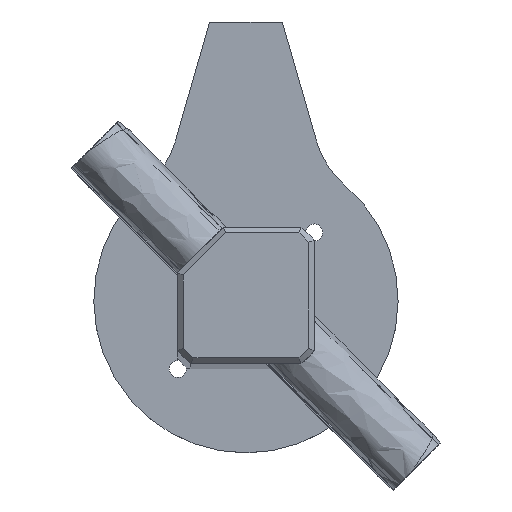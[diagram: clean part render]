
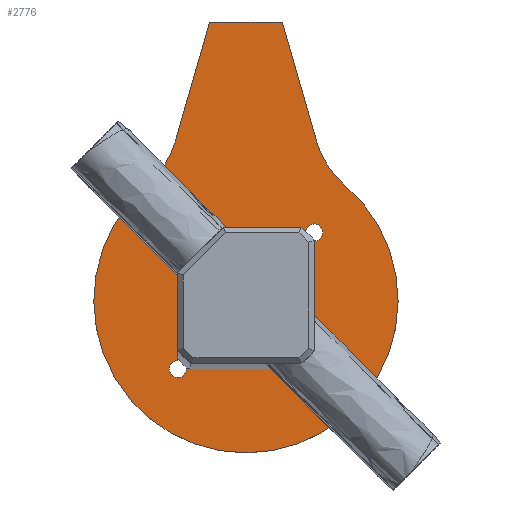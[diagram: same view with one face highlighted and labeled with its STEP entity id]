
A CAD part, top view. The second image highlights one B-rep face of the part: STEP entity #2776.
In plain terms, the highlighted planar face has unit normal (0, 0, 1).
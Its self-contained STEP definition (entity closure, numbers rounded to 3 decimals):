
#1116=CARTESIAN_POINT('',(-6.317,-1.6,123.486));
#1117=VERTEX_POINT('',#1116);
#1124=CARTESIAN_POINT('',(-6.317,-8.438,123.486));
#1125=VERTEX_POINT('',#1124);
#1126=CARTESIAN_POINT('',(-6.317,-8.438,123.486));
#1127=DIRECTION('',(0.0,1.0,0.0));
#1128=VECTOR('',#1127,6.838);
#1129=LINE('',#1126,#1128);
#1130=EDGE_CURVE('',#1125,#1117,#1129,.T.);
#1180=CARTESIAN_POINT('',(5.683,-8.438,123.486));
#1181=VERTEX_POINT('',#1180);
#1188=CARTESIAN_POINT('',(5.683,1.237,123.486));
#1189=VERTEX_POINT('',#1188);
#1190=CARTESIAN_POINT('',(5.683,1.237,123.486));
#1191=DIRECTION('',(0.0,-1.0,0.0));
#1192=VECTOR('',#1191,9.676);
#1193=LINE('',#1190,#1192);
#1194=EDGE_CURVE('',#1189,#1181,#1193,.T.);
#1729=CARTESIAN_POINT('',(4.521,2.4,123.486));
#1730=VERTEX_POINT('',#1729);
#1737=CARTESIAN_POINT('',(-2.317,2.4,123.486));
#1738=VERTEX_POINT('',#1737);
#1739=CARTESIAN_POINT('',(-2.317,2.4,123.486));
#1740=DIRECTION('',(1.0,0.0,0.0));
#1741=VECTOR('',#1740,6.838);
#1742=LINE('',#1739,#1741);
#1743=EDGE_CURVE('',#1738,#1730,#1742,.T.);
#1823=CARTESIAN_POINT('',(-5.155,-9.6,123.486));
#1824=VERTEX_POINT('',#1823);
#1831=CARTESIAN_POINT('',(4.521,-9.6,123.486));
#1832=VERTEX_POINT('',#1831);
#1833=CARTESIAN_POINT('',(4.521,-9.6,123.486));
#1834=DIRECTION('',(-1.0,0.0,0.0));
#1835=VECTOR('',#1834,9.676);
#1836=LINE('',#1833,#1835);
#1837=EDGE_CURVE('',#1832,#1824,#1836,.T.);
#2421=CARTESIAN_POINT('',(4.933,2.4,123.486));
#2422=VERTEX_POINT('',#2421);
#2429=CARTESIAN_POINT('',(4.521,2.4,123.486));
#2430=DIRECTION('',(1.0,0.0,0.0));
#2431=VECTOR('',#2430,0.412);
#2432=LINE('',#2429,#2431);
#2433=EDGE_CURVE('',#1730,#2422,#2432,.T.);
#2452=CARTESIAN_POINT('',(-6.317,1.65,123.486));
#2453=VERTEX_POINT('',#2452);
#2460=CARTESIAN_POINT('',(-6.317,-1.6,123.486));
#2461=DIRECTION('',(0.0,1.0,0.0));
#2462=VECTOR('',#2461,3.25);
#2463=LINE('',#2460,#2462);
#2464=EDGE_CURVE('',#1117,#2453,#2463,.T.);
#2475=CARTESIAN_POINT('',(-6.317,-8.85,123.486));
#2476=VERTEX_POINT('',#2475);
#2477=CARTESIAN_POINT('',(-6.317,-8.85,123.486));
#2478=DIRECTION('',(0.0,1.0,0.0));
#2479=VECTOR('',#2478,0.412);
#2480=LINE('',#2477,#2479);
#2481=EDGE_CURVE('',#2476,#1125,#2480,.T.);
#2514=CARTESIAN_POINT('',(-5.567,-9.6,123.486));
#2515=VERTEX_POINT('',#2514);
#2522=CARTESIAN_POINT('',(-5.155,-9.6,123.486));
#2523=DIRECTION('',(-1.0,0.0,0.0));
#2524=VECTOR('',#2523,0.412);
#2525=LINE('',#2522,#2524);
#2526=EDGE_CURVE('',#1824,#2515,#2525,.T.);
#2545=CARTESIAN_POINT('',(5.683,-8.85,123.486));
#2546=VERTEX_POINT('',#2545);
#2553=CARTESIAN_POINT('',(5.683,-8.438,123.486));
#2554=DIRECTION('',(0.0,-1.0,0.0));
#2555=VECTOR('',#2554,0.412);
#2556=LINE('',#2553,#2555);
#2557=EDGE_CURVE('',#1181,#2546,#2556,.T.);
#2577=CARTESIAN_POINT('',(4.933,-9.6,123.486));
#2578=VERTEX_POINT('',#2577);
#2585=CARTESIAN_POINT('',(5.683,-9.6,123.486));
#2586=DIRECTION('',(0.0,0.0,-1.0));
#2587=DIRECTION('',(-1.0,0.0,0.0));
#2588=AXIS2_PLACEMENT_3D('',#2585,#2586,#2587);
#2589=CIRCLE('',#2588,0.75);
#2590=EDGE_CURVE('',#2546,#2578,#2589,.T.);
#2610=CARTESIAN_POINT('',(-5.567,2.4,123.486));
#2611=VERTEX_POINT('',#2610);
#2618=CARTESIAN_POINT('',(-6.317,2.4,123.486));
#2619=DIRECTION('',(0.0,0.0,-1.0));
#2620=DIRECTION('',(-1.0,0.0,0.0));
#2621=AXIS2_PLACEMENT_3D('',#2618,#2619,#2620);
#2622=CIRCLE('',#2621,0.75);
#2623=EDGE_CURVE('',#2453,#2611,#2622,.T.);
#2633=CARTESIAN_POINT('',(5.683,1.65,123.486));
#2634=VERTEX_POINT('',#2633);
#2643=CARTESIAN_POINT('',(5.683,2.4,123.486));
#2644=DIRECTION('',(0.0,0.0,-1.0));
#2645=DIRECTION('',(-1.0,0.0,0.0));
#2646=AXIS2_PLACEMENT_3D('',#2643,#2644,#2645);
#2647=CIRCLE('',#2646,0.75);
#2648=EDGE_CURVE('',#2422,#2634,#2647,.T.);
#2675=CARTESIAN_POINT('',(-6.317,-9.6,123.486));
#2676=DIRECTION('',(0.0,0.0,-1.0));
#2677=DIRECTION('',(-1.0,0.0,0.0));
#2678=AXIS2_PLACEMENT_3D('',#2675,#2676,#2677);
#2679=CIRCLE('',#2678,0.75);
#2680=EDGE_CURVE('',#2515,#2476,#2679,.T.);
#2685=CARTESIAN_POINT('',(-0.317,0.964,123.486));
#2686=DIRECTION('',(0.0,0.0,1.0));
#2687=DIRECTION('',(1.0,0.0,0.0));
#2688=AXIS2_PLACEMENT_3D('',#2685,#2686,#2687);
#2689=PLANE('',#2688);
#2690=CARTESIAN_POINT('',(8.373,6.566,123.486));
#2691=VERTEX_POINT('',#2690);
#2692=CARTESIAN_POINT('',(-9.008,6.566,123.486));
#2693=VERTEX_POINT('',#2692);
#2694=CARTESIAN_POINT('',(-0.317,-3.6,123.486));
#2695=DIRECTION('',(0.,0.,-1.0));
#2696=DIRECTION('',(-0.65,0.76,0.));
#2697=AXIS2_PLACEMENT_3D('',#2694,#2695,#2696);
#2698=CIRCLE('',#2697,13.375);
#2699=EDGE_CURVE('',#2691,#2693,#2698,.T.);
#2700=ORIENTED_EDGE('',*,*,#2699,.F.);
#2701=CARTESIAN_POINT('',(5.881,10.442,123.486));
#2702=VERTEX_POINT('',#2701);
#2703=CARTESIAN_POINT('',(13.571,12.648,123.486));
#2704=DIRECTION('',(0.,0.,1.0));
#2705=DIRECTION('',(0.961,0.276,0.));
#2706=AXIS2_PLACEMENT_3D('',#2703,#2704,#2705);
#2707=CIRCLE('',#2706,8.);
#2708=EDGE_CURVE('',#2702,#2691,#2707,.T.);
#2709=ORIENTED_EDGE('',*,*,#2708,.F.);
#2710=CARTESIAN_POINT('',(2.883,20.9,123.486));
#2711=VERTEX_POINT('',#2710);
#2712=CARTESIAN_POINT('',(2.883,20.9,123.486));
#2713=DIRECTION('',(0.276,-0.961,0.0));
#2714=VECTOR('',#2713,10.879);
#2715=LINE('',#2712,#2714);
#2716=EDGE_CURVE('',#2711,#2702,#2715,.T.);
#2717=ORIENTED_EDGE('',*,*,#2716,.F.);
#2718=CARTESIAN_POINT('',(-3.517,20.9,123.486));
#2719=VERTEX_POINT('',#2718);
#2720=CARTESIAN_POINT('',(-3.517,20.9,123.486));
#2721=DIRECTION('',(1.0,0.0,0.0));
#2722=VECTOR('',#2721,6.4);
#2723=LINE('',#2720,#2722);
#2724=EDGE_CURVE('',#2719,#2711,#2723,.T.);
#2725=ORIENTED_EDGE('',*,*,#2724,.F.);
#2726=CARTESIAN_POINT('',(-6.516,10.442,123.486));
#2727=VERTEX_POINT('',#2726);
#2728=CARTESIAN_POINT('',(-6.516,10.442,123.486));
#2729=DIRECTION('',(0.276,0.961,0.0));
#2730=VECTOR('',#2729,10.879);
#2731=LINE('',#2728,#2730);
#2732=EDGE_CURVE('',#2727,#2719,#2731,.T.);
#2733=ORIENTED_EDGE('',*,*,#2732,.F.);
#2734=CARTESIAN_POINT('',(-14.206,12.648,123.486));
#2735=DIRECTION('',(0.,0.,1.0));
#2736=DIRECTION('',(-0.65,0.76,0.));
#2737=AXIS2_PLACEMENT_3D('',#2734,#2735,#2736);
#2738=CIRCLE('',#2737,8.0);
#2739=EDGE_CURVE('',#2693,#2727,#2738,.T.);
#2740=ORIENTED_EDGE('',*,*,#2739,.F.);
#2741=EDGE_LOOP('',(#2700,#2709,#2717,#2725,#2733,#2740));
#2742=FACE_OUTER_BOUND('',#2741,.T.);
#2743=ORIENTED_EDGE('',*,*,#2590,.T.);
#2744=CARTESIAN_POINT('',(4.933,-9.6,123.486));
#2745=DIRECTION('',(-1.0,0.0,0.0));
#2746=VECTOR('',#2745,0.412);
#2747=LINE('',#2744,#2746);
#2748=EDGE_CURVE('',#2578,#1832,#2747,.T.);
#2749=ORIENTED_EDGE('',*,*,#2748,.T.);
#2750=ORIENTED_EDGE('',*,*,#1837,.T.);
#2751=ORIENTED_EDGE('',*,*,#2526,.T.);
#2752=ORIENTED_EDGE('',*,*,#2680,.T.);
#2753=ORIENTED_EDGE('',*,*,#2481,.T.);
#2754=ORIENTED_EDGE('',*,*,#1130,.T.);
#2755=ORIENTED_EDGE('',*,*,#2464,.T.);
#2756=ORIENTED_EDGE('',*,*,#2623,.T.);
#2757=CARTESIAN_POINT('',(-5.567,2.4,123.486));
#2758=DIRECTION('',(1.0,0.0,0.0));
#2759=VECTOR('',#2758,3.25);
#2760=LINE('',#2757,#2759);
#2761=EDGE_CURVE('',#2611,#1738,#2760,.T.);
#2762=ORIENTED_EDGE('',*,*,#2761,.T.);
#2763=ORIENTED_EDGE('',*,*,#1743,.T.);
#2764=ORIENTED_EDGE('',*,*,#2433,.T.);
#2765=ORIENTED_EDGE('',*,*,#2648,.T.);
#2766=CARTESIAN_POINT('',(5.683,1.65,123.486));
#2767=DIRECTION('',(0.0,-1.0,0.0));
#2768=VECTOR('',#2767,0.412);
#2769=LINE('',#2766,#2768);
#2770=EDGE_CURVE('',#2634,#1189,#2769,.T.);
#2771=ORIENTED_EDGE('',*,*,#2770,.T.);
#2772=ORIENTED_EDGE('',*,*,#1194,.T.);
#2773=ORIENTED_EDGE('',*,*,#2557,.T.);
#2774=EDGE_LOOP('',(#2743,#2749,#2750,#2751,#2752,#2753,#2754,#2755,#2756,#2762,#2763,#2764,#2765,#2771,#2772,#2773));
#2775=FACE_BOUND('',#2774,.T.);
#2776=ADVANCED_FACE('',(#2742,#2775),#2689,.T.);
